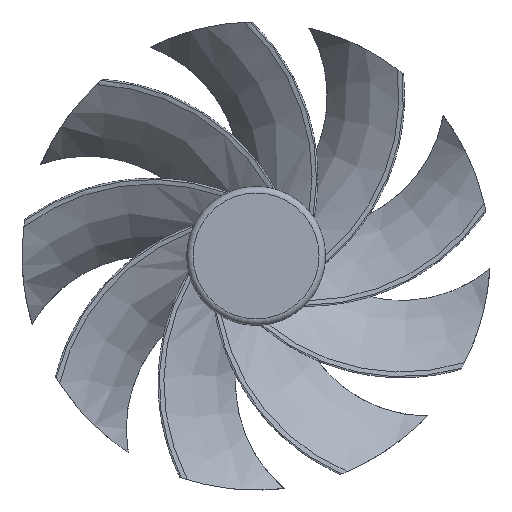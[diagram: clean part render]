
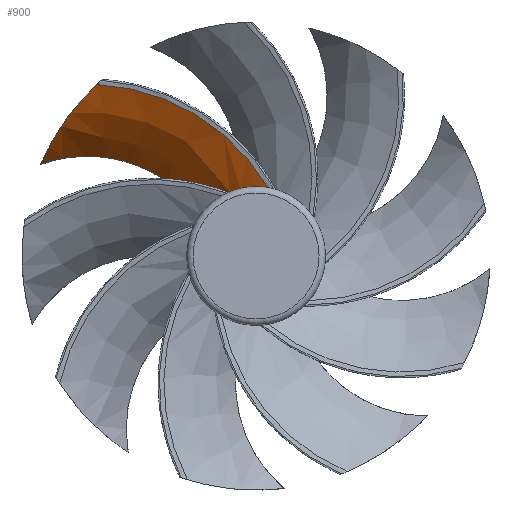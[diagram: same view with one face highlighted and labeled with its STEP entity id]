
A CAD part, top view. The second image highlights one B-rep face of the part: STEP entity #900.
In plain terms, the highlighted free-form (B-spline) face has degree [3, 3] with [4, 4] control points.
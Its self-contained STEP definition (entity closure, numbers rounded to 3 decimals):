
#44=FACE_OUTER_BOUND('',#102,.T.);
#102=EDGE_LOOP('',(#568,#569,#570,#571));
#167=CIRCLE('',#972,49.443);
#168=CIRCLE('',#973,32.629);
#221=B_SPLINE_CURVE_WITH_KNOTS('',3,(#1312,#1313,#1314,#1315,#1316,#1317),
 .UNSPECIFIED.,.F.,.F.,(4,2,4),(0.,1.401,2.797),
 .UNSPECIFIED.);
#222=B_SPLINE_CURVE_WITH_KNOTS('',3,(#1320,#1321,#1322,#1323,#1324,#1325,
#1326,#1327,#1328,#1329),.UNSPECIFIED.,.F.,.F.,(4,2,2,2,4),(0.,0.603,
1.212,1.797,2.439),.UNSPECIFIED.);
#315=VERTEX_POINT('',#1280);
#316=VERTEX_POINT('',#1287);
#317=VERTEX_POINT('',#1311);
#318=VERTEX_POINT('',#1318);
#416=EDGE_CURVE('',#316,#315,#167,.T.);
#418=EDGE_CURVE('',#317,#315,#221,.T.);
#419=EDGE_CURVE('',#318,#317,#168,.T.);
#420=EDGE_CURVE('',#318,#316,#222,.T.);
#568=ORIENTED_EDGE('',*,*,#418,.F.);
#569=ORIENTED_EDGE('',*,*,#419,.F.);
#570=ORIENTED_EDGE('',*,*,#420,.T.);
#571=ORIENTED_EDGE('',*,*,#416,.T.);
#855=(
BOUNDED_SURFACE()
B_SPLINE_SURFACE(3,3,((#1295,#1296,#1297,#1298),(#1299,#1300,#1301,#1302),
(#1303,#1304,#1305,#1306),(#1307,#1308,#1309,#1310)),.UNSPECIFIED.,.F.,
 .F.,.F.)
B_SPLINE_SURFACE_WITH_KNOTS((4,4),(4,4),(0.,1.),(0.,1.),.UNSPECIFIED.)
GEOMETRIC_REPRESENTATION_ITEM()
RATIONAL_B_SPLINE_SURFACE(((1.,0.778,0.778,1.),
(0.972,0.756,0.756,0.972),
(0.972,0.756,0.756,0.972),
(1.,0.778,0.778,1.)))
REPRESENTATION_ITEM('')
SURFACE()
);
#900=ADVANCED_FACE('',(#44),#855,.F.);
#972=AXIS2_PLACEMENT_3D('',#1288,#1041,#1042);
#973=AXIS2_PLACEMENT_3D('',#1319,#1043,#1044);
#1041=DIRECTION('center_axis',(0.,0.,1.));
#1042=DIRECTION('ref_axis',(0.976,0.219,0.));
#1043=DIRECTION('center_axis',(0.,0.,1.));
#1044=DIRECTION('ref_axis',(0.973,0.229,0.));
#1280=CARTESIAN_POINT('',(-37.453,40.285,19.661));
#1287=CARTESIAN_POINT('',(2.834,16.052,19.661));
#1288=CARTESIAN_POINT('Origin',(-39.73,-9.105,19.661));
#1295=CARTESIAN_POINT('Ctrl Pts',(8.509,1.737,19.661));
#1296=CARTESIAN_POINT('Ctrl Pts',(1.59,32.523,19.661));
#1297=CARTESIAN_POINT('Ctrl Pts',(-25.959,47.909,19.661));
#1298=CARTESIAN_POINT('Ctrl Pts',(-55.8,37.654,19.661));
#1299=CARTESIAN_POINT('Ctrl Pts',(1.601,0.327,16.26));
#1300=CARTESIAN_POINT('Ctrl Pts',(-4.419,26.704,16.26));
#1301=CARTESIAN_POINT('Ctrl Pts',(-28.083,39.819,16.26));
#1302=CARTESIAN_POINT('Ctrl Pts',(-53.64,30.942,16.26));
#1303=CARTESIAN_POINT('Ctrl Pts',(-4.052,-0.827,
10.969));
#1304=CARTESIAN_POINT('Ctrl Pts',(-9.335,21.942,10.969));
#1305=CARTESIAN_POINT('Ctrl Pts',(-29.821,33.199,10.969));
#1306=CARTESIAN_POINT('Ctrl Pts',(-51.873,25.449,10.969));
#1307=CARTESIAN_POINT('Ctrl Pts',(-7.969,-1.627,4.238));
#1308=CARTESIAN_POINT('Ctrl Pts',(-12.742,18.643,4.238));
#1309=CARTESIAN_POINT('Ctrl Pts',(-31.025,28.611,4.238));
#1310=CARTESIAN_POINT('Ctrl Pts',(-50.649,21.643,4.238));
#1311=CARTESIAN_POINT('',(-50.554,21.677,4.238));
#1312=CARTESIAN_POINT('Ctrl Pts',(-50.554,21.677,4.238));
#1313=CARTESIAN_POINT('Ctrl Pts',(-49.399,24.371,7.873));
#1314=CARTESIAN_POINT('Ctrl Pts',(-47.789,27.517,10.968));
#1315=CARTESIAN_POINT('Ctrl Pts',(-43.409,34.008,16.13));
#1316=CARTESIAN_POINT('Ctrl Pts',(-40.703,37.264,18.132));
#1317=CARTESIAN_POINT('Ctrl Pts',(-37.453,40.285,19.661));
#1318=CARTESIAN_POINT('',(-13.082,9.724,4.238));
#1319=CARTESIAN_POINT('Origin',(-39.73,-9.105,4.238));
#1320=CARTESIAN_POINT('Ctrl Pts',(-13.082,9.724,4.238));
#1321=CARTESIAN_POINT('Ctrl Pts',(-12.447,10.578,5.942));
#1322=CARTESIAN_POINT('Ctrl Pts',(-11.668,11.453,7.58));
#1323=CARTESIAN_POINT('Ctrl Pts',(-9.736,13.136,10.693));
#1324=CARTESIAN_POINT('Ctrl Pts',(-8.586,13.938,12.154));
#1325=CARTESIAN_POINT('Ctrl Pts',(-5.925,15.255,14.777));
#1326=CARTESIAN_POINT('Ctrl Pts',(-4.455,15.766,15.923));
#1327=CARTESIAN_POINT('Ctrl Pts',(-1.039,16.368,18.035));
#1328=CARTESIAN_POINT('Ctrl Pts',(0.875,16.398,18.932));
#1329=CARTESIAN_POINT('Ctrl Pts',(2.834,16.052,19.661));
